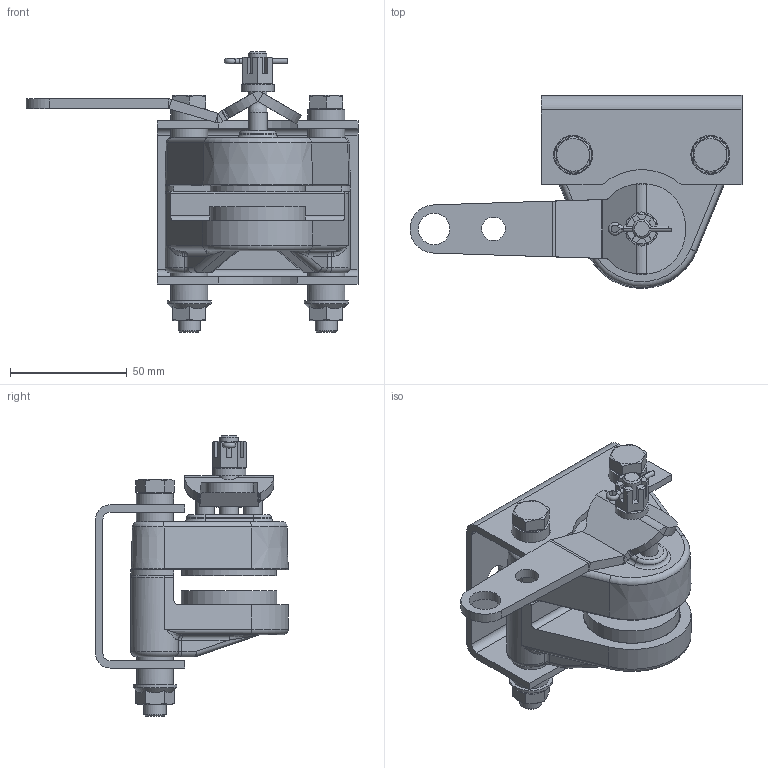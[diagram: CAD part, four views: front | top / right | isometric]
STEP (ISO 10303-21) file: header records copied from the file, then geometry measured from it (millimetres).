
FILE_DESCRIPTION (( 'STEP AP203' ), '1' );
FILE_NAME ('07310006_07310006-495045-1.step', '2025-08-14T10:01:30', ( '' ), ( '' ), 'SwSTEP 2.0', 'SolidWorks 2024', '' );
FILE_SCHEMA (( 'CONFIG_CONTROL_DESIGN' ));
Length unit declared in the file: inch
Products named in the file (2): Base_07310006_07310006-495045-1; 07310006_07310006-495045-1
Assembly tree (1 placements, depth 2):
  07310006_07310006-495045-1
    Base_07310006_07310006-495045-1
Bounding box: 142.14 x 82.59 x 120.17 mm (x, y, z)
Volume: 234156.9 mm3; surface area: 81861.2 mm2
Topology: 5 solids, 8 shells, 592 faces, 1429 edges, 904 vertices
Faces by surface type: plane 325, cylinder 124, bspline 70, torus 33, cone 30, sphere 10
Full cylindrical faces by diameter (mm): 2.489 x1, 4.013 x1, 4.826 x1, 5.156 x1, 7.925 x1, 7.938 x5, 8.331 x2, 9.271 x1, 9.525 x4, 9.588 x4, 9.906 x2, 10.084 x3, 10.312 x2, 11.1 x1, 11.938 x1, 13.487 x1, 14.275 x3, 15.875 x4, 16.662 x4, 18.771 x2, 34.646 x1, 34.671 x1, 39.624 x1, 40.64 x1, 40.894 x1, 41.046 x1
Entity records: 21682 total; most frequent: CARTESIAN_POINT 8569, ORIENTED_EDGE 2638, DIRECTION 2480, EDGE_CURVE 1319, VERTEX_POINT 876, AXIS2_PLACEMENT_3D 855, LINE 770, VECTOR 770
